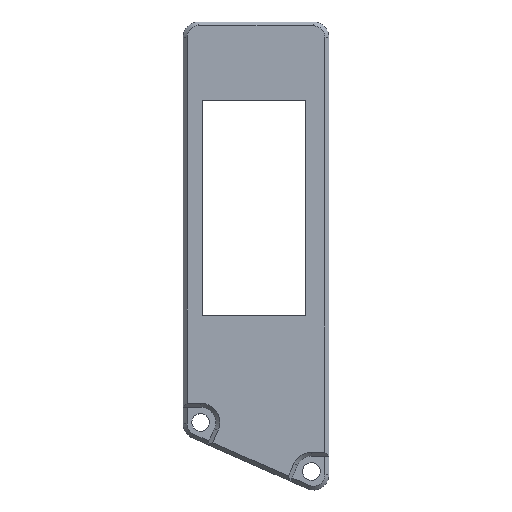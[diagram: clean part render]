
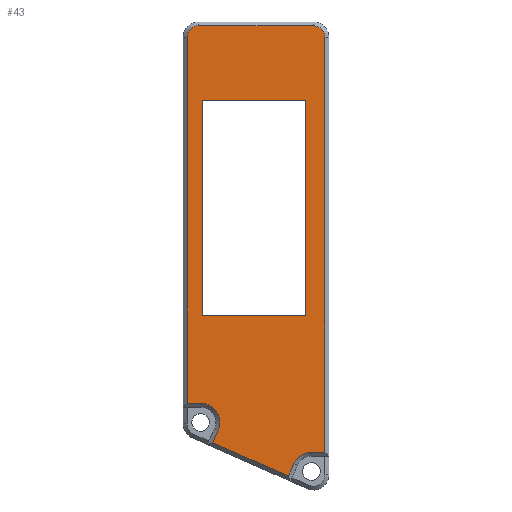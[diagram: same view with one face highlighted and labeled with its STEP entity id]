
A CAD part, top view. The second image highlights one B-rep face of the part: STEP entity #43.
In plain terms, the highlighted planar face has unit normal (0, 0, 1).
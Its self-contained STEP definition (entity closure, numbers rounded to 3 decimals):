
#43=ADVANCED_FACE('',(#97,#68),#740,.T.);
#68=FACE_BOUND('',#151,.T.);
#97=FACE_OUTER_BOUND('',#150,.T.);
#150=EDGE_LOOP('',(#314,#315,#316,#317,#318,#319,#320,#321,#322,#323,#324,
#325));
#151=EDGE_LOOP('',(#326,#327,#328,#329));
#314=ORIENTED_EDGE('',*,*,#485,.T.);
#315=ORIENTED_EDGE('',*,*,#461,.T.);
#316=ORIENTED_EDGE('',*,*,#490,.F.);
#317=ORIENTED_EDGE('',*,*,#508,.F.);
#318=ORIENTED_EDGE('',*,*,#512,.F.);
#319=ORIENTED_EDGE('',*,*,#475,.T.);
#320=ORIENTED_EDGE('',*,*,#502,.T.);
#321=ORIENTED_EDGE('',*,*,#498,.T.);
#322=ORIENTED_EDGE('',*,*,#459,.T.);
#323=ORIENTED_EDGE('',*,*,#458,.T.);
#324=ORIENTED_EDGE('',*,*,#480,.T.);
#325=ORIENTED_EDGE('',*,*,#460,.T.);
#326=ORIENTED_EDGE('',*,*,#425,.T.);
#327=ORIENTED_EDGE('',*,*,#423,.T.);
#328=ORIENTED_EDGE('',*,*,#421,.T.);
#329=ORIENTED_EDGE('',*,*,#418,.T.);
#418=EDGE_CURVE('',#647,#646,#567,.T.);
#421=EDGE_CURVE('',#648,#647,#570,.T.);
#423=EDGE_CURVE('',#649,#648,#572,.T.);
#425=EDGE_CURVE('',#646,#649,#574,.T.);
#458=EDGE_CURVE('',#690,#691,#584,.T.);
#459=EDGE_CURVE('',#692,#690,#585,.T.);
#460=EDGE_CURVE('',#693,#686,#586,.T.);
#461=EDGE_CURVE('',#687,#694,#587,.T.);
#475=EDGE_CURVE('',#695,#688,#601,.T.);
#480=EDGE_CURVE('',#691,#693,#541,.T.);
#485=EDGE_CURVE('',#686,#687,#542,.T.);
#490=EDGE_CURVE('',#697,#694,#612,.T.);
#498=EDGE_CURVE('',#689,#692,#546,.T.);
#502=EDGE_CURVE('',#688,#689,#621,.T.);
#508=EDGE_CURVE('',#696,#697,#548,.T.);
#512=EDGE_CURVE('',#695,#696,#629,.T.);
#541=(
BOUNDED_CURVE()
B_SPLINE_CURVE(2,(#1263,#1264,#1265),.UNSPECIFIED.,.F.,.F.)
B_SPLINE_CURVE_WITH_KNOTS((3,3),(0.,2.356),.UNSPECIFIED.)
CURVE()
GEOMETRIC_REPRESENTATION_ITEM()
RATIONAL_B_SPLINE_CURVE((1.,0.707,1.))
REPRESENTATION_ITEM('')
);
#542=(
BOUNDED_CURVE()
B_SPLINE_CURVE(2,(#1274,#1275,#1276),.UNSPECIFIED.,.F.,.F.)
B_SPLINE_CURVE_WITH_KNOTS((3,3),(0.,2.356),.UNSPECIFIED.)
CURVE()
GEOMETRIC_REPRESENTATION_ITEM()
RATIONAL_B_SPLINE_CURVE((1.,0.707,1.))
REPRESENTATION_ITEM('')
);
#546=(
BOUNDED_CURVE()
B_SPLINE_CURVE(2,(#1308,#1309,#1310),.UNSPECIFIED.,.F.,.F.)
B_SPLINE_CURVE_WITH_KNOTS((3,3),(0.,2.885),
 .UNSPECIFIED.)
CURVE()
GEOMETRIC_REPRESENTATION_ITEM()
RATIONAL_B_SPLINE_CURVE((1.,0.838,1.))
REPRESENTATION_ITEM('')
);
#548=(
BOUNDED_CURVE()
B_SPLINE_CURVE(2,(#1330,#1331,#1332,#1333,#1334),.UNSPECIFIED.,.F.,.F.)
B_SPLINE_CURVE_WITH_KNOTS((3,2,3),(0.,2.484,
4.969),.UNSPECIFIED.)
CURVE()
GEOMETRIC_REPRESENTATION_ITEM()
RATIONAL_B_SPLINE_CURVE((1.,0.879,1.,0.879,1.))
REPRESENTATION_ITEM('')
);
#567=B_SPLINE_CURVE_WITH_KNOTS('',1,(#1050,#1051),.UNSPECIFIED.,.F.,.F.,
(2,2),(12.1,38.55),.UNSPECIFIED.);
#570=B_SPLINE_CURVE_WITH_KNOTS('',1,(#1056,#1057),.UNSPECIFIED.,.F.,.F.,
(2,2),(0.,12.1),.UNSPECIFIED.);
#572=B_SPLINE_CURVE_WITH_KNOTS('',1,(#1060,#1061),.UNSPECIFIED.,.F.,.F.,
(2,2),(50.65,77.1),.UNSPECIFIED.);
#574=B_SPLINE_CURVE_WITH_KNOTS('',1,(#1064,#1065),.UNSPECIFIED.,.F.,.F.,
(2,2),(38.55,50.65),.UNSPECIFIED.);
#584=B_SPLINE_CURVE_WITH_KNOTS('',1,(#1179,#1180),.UNSPECIFIED.,.F.,.F.,
(2,2),(0.5,54.541),.UNSPECIFIED.);
#585=B_SPLINE_CURVE_WITH_KNOTS('',1,(#1181,#1182),.UNSPECIFIED.,.F.,.F.,
(2,2),(0.,1.769),.UNSPECIFIED.);
#586=B_SPLINE_CURVE_WITH_KNOTS('',1,(#1183,#1184),.UNSPECIFIED.,.F.,.F.,
(2,2),(0.,14.97),.UNSPECIFIED.);
#587=B_SPLINE_CURVE_WITH_KNOTS('',1,(#1185,#1186),.UNSPECIFIED.,.F.,.F.,
(2,2),(0.,47.652),.UNSPECIFIED.);
#601=B_SPLINE_CURVE_WITH_KNOTS('',1,(#1243,#1244),.UNSPECIFIED.,.F.,.F.,
(2,2),(0.5,11.283),.UNSPECIFIED.);
#612=B_SPLINE_CURVE_WITH_KNOTS('',1,(#1291,#1292),.UNSPECIFIED.,.F.,.F.,
(2,2),(0.,1.769),.UNSPECIFIED.);
#621=B_SPLINE_CURVE_WITH_KNOTS('',1,(#1318,#1319),.UNSPECIFIED.,.F.,.F.,
(2,2),(0.5,2.269),.UNSPECIFIED.);
#629=B_SPLINE_CURVE_WITH_KNOTS('',1,(#1344,#1345),.UNSPECIFIED.,.F.,.F.,
(2,2),(0.5,2.269),.UNSPECIFIED.);
#646=VERTEX_POINT('',#958);
#647=VERTEX_POINT('',#959);
#648=VERTEX_POINT('',#960);
#649=VERTEX_POINT('',#961);
#686=VERTEX_POINT('',#998);
#687=VERTEX_POINT('',#999);
#688=VERTEX_POINT('',#1000);
#689=VERTEX_POINT('',#1001);
#690=VERTEX_POINT('',#1002);
#691=VERTEX_POINT('',#1003);
#692=VERTEX_POINT('',#1004);
#693=VERTEX_POINT('',#1005);
#694=VERTEX_POINT('',#1006);
#695=VERTEX_POINT('',#1007);
#696=VERTEX_POINT('',#1008);
#697=VERTEX_POINT('',#1009);
#740=PLANE('',#801);
#801=AXIS2_PLACEMENT_3D('',#889,#845,$);
#845=DIRECTION('',(0.,0.,1.));
#889=CARTESIAN_POINT('',(24.949,39.974,11.63));
#958=CARTESIAN_POINT('',(22.461,2.301,11.63));
#959=CARTESIAN_POINT('',(22.461,30.3,11.63));
#960=CARTESIAN_POINT('',(8.955,30.3,11.63));
#961=CARTESIAN_POINT('',(8.955,2.301,11.63));
#998=CARTESIAN_POINT('',(8.479,39.974,11.63));
#999=CARTESIAN_POINT('',(6.979,38.474,11.63));
#1000=CARTESIAN_POINT('',(20.178,-18.673,11.63));
#1001=CARTESIAN_POINT('',(20.894,-17.055,11.63));
#1002=CARTESIAN_POINT('',(24.949,-15.567,11.63));
#1003=CARTESIAN_POINT('',(24.949,38.474,11.63));
#1004=CARTESIAN_POINT('',(23.18,-15.567,11.63));
#1005=CARTESIAN_POINT('',(23.449,39.974,11.63));
#1006=CARTESIAN_POINT('',(6.979,-9.178,11.63));
#1007=CARTESIAN_POINT('',(10.318,-14.308,11.63));
#1008=CARTESIAN_POINT('',(11.034,-12.69,11.63));
#1009=CARTESIAN_POINT('',(8.748,-9.178,11.63));
#1050=CARTESIAN_POINT('',(22.461,30.3,11.63));
#1051=CARTESIAN_POINT('',(22.461,2.301,11.63));
#1056=CARTESIAN_POINT('',(8.955,30.3,11.63));
#1057=CARTESIAN_POINT('',(22.461,30.3,11.63));
#1060=CARTESIAN_POINT('',(8.955,2.301,11.63));
#1061=CARTESIAN_POINT('',(8.955,30.3,11.63));
#1064=CARTESIAN_POINT('',(22.461,2.301,11.63));
#1065=CARTESIAN_POINT('',(8.955,2.301,11.63));
#1179=CARTESIAN_POINT('',(24.949,-15.567,11.63));
#1180=CARTESIAN_POINT('',(24.949,38.474,11.63));
#1181=CARTESIAN_POINT('',(23.18,-15.567,11.63));
#1182=CARTESIAN_POINT('',(24.949,-15.567,11.63));
#1183=CARTESIAN_POINT('',(23.449,39.974,11.63));
#1184=CARTESIAN_POINT('',(8.479,39.974,11.63));
#1185=CARTESIAN_POINT('',(6.979,38.474,11.63));
#1186=CARTESIAN_POINT('',(6.979,-9.178,11.63));
#1243=CARTESIAN_POINT('',(10.318,-14.308,11.63));
#1244=CARTESIAN_POINT('',(20.178,-18.673,11.63));
#1263=CARTESIAN_POINT('',(24.949,38.474,11.63));
#1264=CARTESIAN_POINT('',(24.949,39.974,11.63));
#1265=CARTESIAN_POINT('',(23.449,39.974,11.63));
#1274=CARTESIAN_POINT('',(8.479,39.974,11.63));
#1275=CARTESIAN_POINT('',(6.979,39.974,11.63));
#1276=CARTESIAN_POINT('',(6.979,38.474,11.63));
#1291=CARTESIAN_POINT('',(8.748,-9.178,11.63));
#1292=CARTESIAN_POINT('',(6.979,-9.178,11.63));
#1308=CARTESIAN_POINT('',(20.894,-17.055,11.63));
#1309=CARTESIAN_POINT('',(21.553,-15.567,11.63));
#1310=CARTESIAN_POINT('',(23.18,-15.567,11.63));
#1318=CARTESIAN_POINT('',(20.178,-18.673,11.63));
#1319=CARTESIAN_POINT('',(20.894,-17.055,11.63));
#1330=CARTESIAN_POINT('',(11.034,-12.69,11.63));
#1331=CARTESIAN_POINT('',(11.583,-11.45,11.63));
#1332=CARTESIAN_POINT('',(10.844,-10.314,11.63));
#1333=CARTESIAN_POINT('',(10.104,-9.178,11.63));
#1334=CARTESIAN_POINT('',(8.748,-9.178,11.63));
#1344=CARTESIAN_POINT('',(10.318,-14.308,11.63));
#1345=CARTESIAN_POINT('',(11.034,-12.69,11.63));
